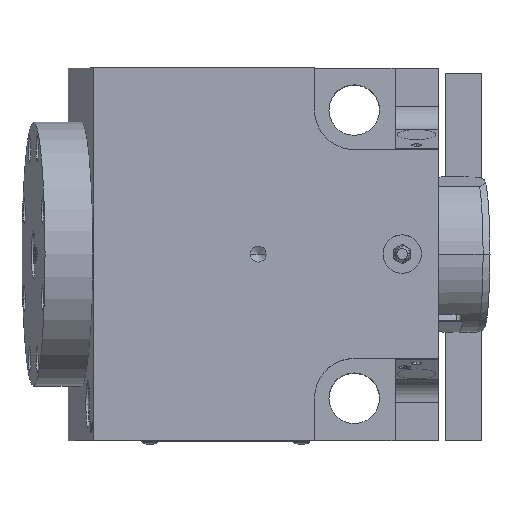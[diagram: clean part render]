
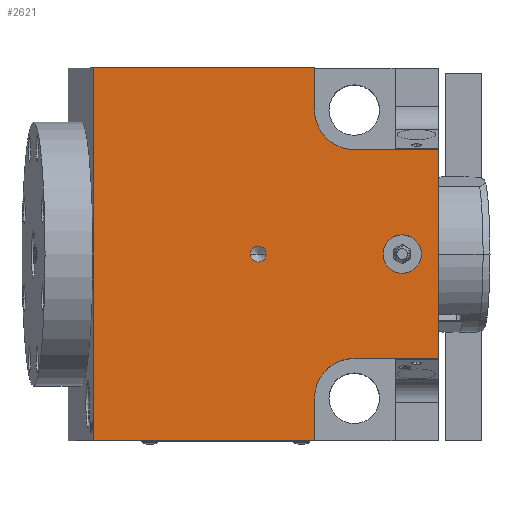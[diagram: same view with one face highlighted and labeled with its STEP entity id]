
A CAD part, top view. The second image highlights one B-rep face of the part: STEP entity #2621.
In plain terms, the highlighted planar face has unit normal (0, 0, 1).
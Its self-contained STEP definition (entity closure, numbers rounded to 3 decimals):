
#2621=ADVANCED_FACE('',(#5583,#5584,#5585),#5586,.T.);
#5583=FACE_BOUND('',#9182,.T.);
#5584=FACE_BOUND('',#9183,.T.);
#5585=FACE_OUTER_BOUND('',#9184,.T.);
#5586=PLANE('',#9185);
#9182=EDGE_LOOP('',(#16846,#16847));
#9183=EDGE_LOOP('',(#16848,#16849));
#9184=EDGE_LOOP('',(#16850,#16851,#16852,#16853,#16854,#16855,#16856,#16857,#16858,#16859));
#9185=AXIS2_PLACEMENT_3D('',#16860,#16861,#16862);
#16846=ORIENTED_EDGE('',*,*,#22229,.T.);
#16847=ORIENTED_EDGE('',*,*,#22295,.T.);
#16848=ORIENTED_EDGE('',*,*,#22218,.T.);
#16849=ORIENTED_EDGE('',*,*,#22301,.T.);
#16850=ORIENTED_EDGE('',*,*,#22375,.T.);
#16851=ORIENTED_EDGE('',*,*,#22373,.T.);
#16852=ORIENTED_EDGE('',*,*,#22277,.T.);
#16853=ORIENTED_EDGE('',*,*,#22376,.T.);
#16854=ORIENTED_EDGE('',*,*,#22377,.T.);
#16855=ORIENTED_EDGE('',*,*,#22335,.T.);
#16856=ORIENTED_EDGE('',*,*,#22362,.T.);
#16857=ORIENTED_EDGE('',*,*,#22272,.T.);
#16858=ORIENTED_EDGE('',*,*,#22365,.T.);
#16859=ORIENTED_EDGE('',*,*,#22378,.F.);
#16860=CARTESIAN_POINT('',(82.312,155.0,120.0));
#16861=DIRECTION('',(0.0,0.0,1.0));
#16862=DIRECTION('',(-1.0,0.0,0.0));
#22218=EDGE_CURVE('',#26947,#26944,#26948,.T.);
#22229=EDGE_CURVE('',#26967,#26964,#26968,.T.);
#22272=EDGE_CURVE('',#27031,#27036,#27038,.T.);
#22277=EDGE_CURVE('',#27045,#27042,#27046,.T.);
#22295=EDGE_CURVE('',#26964,#26967,#27066,.T.);
#22301=EDGE_CURVE('',#26944,#26947,#27072,.T.);
#22335=EDGE_CURVE('',#27122,#27120,#27123,.T.);
#22362=EDGE_CURVE('',#27120,#27031,#27151,.T.);
#22365=EDGE_CURVE('',#27036,#27154,#27155,.T.);
#22373=EDGE_CURVE('',#27164,#27045,#27168,.T.);
#22375=EDGE_CURVE('',#27170,#27164,#27171,.T.);
#22376=EDGE_CURVE('',#27042,#27172,#27173,.T.);
#22377=EDGE_CURVE('',#27172,#27122,#27174,.T.);
#22378=EDGE_CURVE('',#27170,#27154,#27175,.T.);
#26944=VERTEX_POINT('',#34409);
#26947=VERTEX_POINT('',#34413);
#26948=CIRCLE('',#34414,8.0);
#26964=VERTEX_POINT('',#34467);
#26967=VERTEX_POINT('',#34471);
#26968=CIRCLE('',#34472,3.32);
#27031=VERTEX_POINT('',#34620);
#27036=VERTEX_POINT('',#34626);
#27038=CIRCLE('',#34629,16.5);
#27042=VERTEX_POINT('',#34633);
#27045=VERTEX_POINT('',#34637);
#27046=LINE('',#34638,#34639);
#27066=CIRCLE('',#34732,3.32);
#27072=CIRCLE('',#34738,8.0);
#27120=VERTEX_POINT('',#34791);
#27122=VERTEX_POINT('',#34794);
#27123=LINE('',#34795,#34796);
#27151=LINE('',#34827,#34828);
#27154=VERTEX_POINT('',#34832);
#27155=LINE('',#34833,#34834);
#27164=VERTEX_POINT('',#34847);
#27168=CIRCLE('',#34852,16.5);
#27170=VERTEX_POINT('',#34854);
#27171=LINE('',#34855,#34856);
#27172=VERTEX_POINT('',#34857);
#27173=LINE('',#34858,#34859);
#27174=LINE('',#34860,#34861);
#27175=LINE('',#34862,#34863);
#34409=CARTESIAN_POINT('',(131.125,77.5,120.0));
#34413=CARTESIAN_POINT('',(147.125,77.5,120.0));
#34414=AXIS2_PLACEMENT_3D('',#38801,#38802,#38803);
#34467=CARTESIAN_POINT('',(75.805,77.5,120.0));
#34471=CARTESIAN_POINT('',(82.445,77.5,120.0));
#34472=AXIS2_PLACEMENT_3D('',#38814,#38815,#38816);
#34620=CARTESIAN_POINT('',(102.625,17.5,120.0));
#34626=CARTESIAN_POINT('',(119.125,34.0,120.0));
#34629=AXIS2_PLACEMENT_3D('',#38874,#38875,#38876);
#34633=CARTESIAN_POINT('',(102.625,155.0,120.0));
#34637=CARTESIAN_POINT('',(102.625,137.5,120.0));
#34638=CARTESIAN_POINT('',(102.625,154.25,120.0));
#34639=VECTOR('',#38881,1.0);
#34732=AXIS2_PLACEMENT_3D('',#38906,#38907,#38908);
#34738=AXIS2_PLACEMENT_3D('',#38915,#38916,#38917);
#34791=CARTESIAN_POINT('',(102.625,0.,120.0));
#34794=CARTESIAN_POINT('',(10.499,0.0,120.0));
#34795=CARTESIAN_POINT('',(154.125,0.0,120.0));
#34796=VECTOR('',#38981,1.0);
#34827=CARTESIAN_POINT('',(102.625,81.875,120.0));
#34828=VECTOR('',#39015,1.0);
#34832=CARTESIAN_POINT('',(154.125,34.0,120.0));
#34833=CARTESIAN_POINT('',(109.468,34.0,120.0));
#34834=VECTOR('',#39017,1.0);
#34847=CARTESIAN_POINT('',(119.4,121.002,120.0));
#34852=AXIS2_PLACEMENT_3D('',#39026,#39027,#39028);
#34854=CARTESIAN_POINT('',(154.125,121.002,120.0));
#34855=CARTESIAN_POINT('',(118.218,121.002,120.0));
#34856=VECTOR('',#39029,1.0);
#34857=CARTESIAN_POINT('',(10.499,155.0,120.0));
#34858=CARTESIAN_POINT('',(154.125,155.0,120.0));
#34859=VECTOR('',#39030,1.0);
#34860=CARTESIAN_POINT('',(10.499,155.0,120.0));
#34861=VECTOR('',#39031,1.0);
#34862=CARTESIAN_POINT('',(154.125,155.0,120.0));
#34863=VECTOR('',#39032,1.0);
#38801=CARTESIAN_POINT('',(139.125,77.5,120.0));
#38802=DIRECTION('',(-0.0,0.0,-1.0));
#38803=DIRECTION('',(-1.0,0.,0.0));
#38814=CARTESIAN_POINT('',(79.125,77.5,120.0));
#38815=DIRECTION('',(-0.0,0.0,-1.0));
#38816=DIRECTION('',(-1.0,0.,0.0));
#38874=CARTESIAN_POINT('',(119.125,17.5,120.0));
#38875=DIRECTION('',(-0.0,0.0,-1.0));
#38876=DIRECTION('',(-1.0,0.,0.0));
#38881=DIRECTION('',(0.0,1.0,-0.0));
#38906=CARTESIAN_POINT('',(79.125,77.5,120.0));
#38907=DIRECTION('',(-0.0,0.0,-1.0));
#38908=DIRECTION('',(-1.0,0.,0.0));
#38915=CARTESIAN_POINT('',(139.125,77.5,120.0));
#38916=DIRECTION('',(-0.0,0.0,-1.0));
#38917=DIRECTION('',(-1.0,0.,0.0));
#38981=DIRECTION('',(1.0,0.0,0.0));
#39015=DIRECTION('',(0.0,1.0,-0.0));
#39017=DIRECTION('',(1.0,0.0,0.0));
#39026=CARTESIAN_POINT('',(119.125,137.5,120.0));
#39027=DIRECTION('',(-0.0,0.0,-1.0));
#39028=DIRECTION('',(-1.0,0.,0.0));
#39029=DIRECTION('',(-1.0,0.0,0.0));
#39030=DIRECTION('',(-1.0,0.0,0.0));
#39031=DIRECTION('',(0.0,-1.0,0.0));
#39032=DIRECTION('',(0.0,-1.0,0.0));
